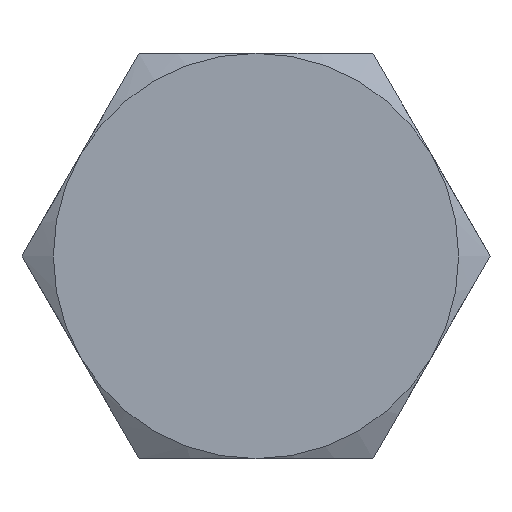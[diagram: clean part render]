
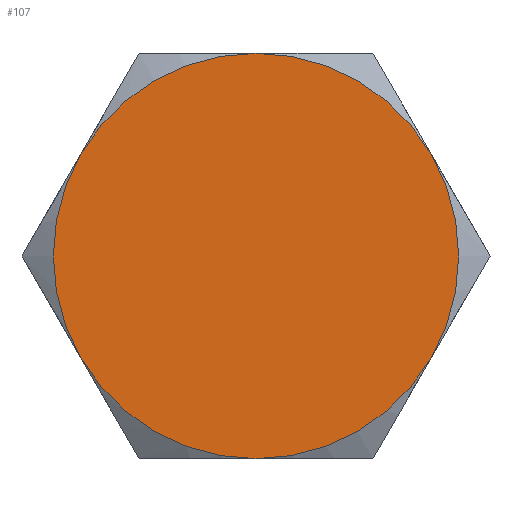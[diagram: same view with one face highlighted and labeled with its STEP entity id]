
A CAD part, left-side view. The second image highlights one B-rep face of the part: STEP entity #107.
In plain terms, the highlighted planar face has unit normal (-1, 0, 0).
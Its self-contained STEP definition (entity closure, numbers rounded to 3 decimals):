
#6 = EDGE_CURVE ( 'NONE', #206, #212, #318, .T. ) ;
#27 = CARTESIAN_POINT ( 'NONE',  ( 0., 0., -6.5 ) ) ;
#38 = CIRCLE ( 'NONE', #488, 6.5 ) ;
#45 = EDGE_LOOP ( 'NONE', ( #335, #601, #456, #173, #520, #352 ) ) ;
#59 = AXIS2_PLACEMENT_3D ( 'NONE', #612, #555, #63 ) ;
#63 = DIRECTION ( 'NONE',  ( 0., 0., -1. ) ) ;
#79 = CARTESIAN_POINT ( 'NONE',  ( 0., 0., 0. ) ) ;
#82 = DIRECTION ( 'NONE',  ( 0., 0., -1. ) ) ;
#90 = DIRECTION ( 'NONE',  ( -1., 0., 0. ) ) ;
#107 = ADVANCED_FACE ( 'NONE', ( #464 ), #295, .F. ) ;
#110 = AXIS2_PLACEMENT_3D ( 'NONE', #686, #458, #443 ) ;
#117 = VERTEX_POINT ( 'NONE', #248 ) ;
#136 = EDGE_CURVE ( 'NONE', #117, #277, #539, .T. ) ;
#173 = ORIENTED_EDGE ( 'NONE', *, *, #136, .F. ) ;
#206 = VERTEX_POINT ( 'NONE', #557 ) ;
#207 = CARTESIAN_POINT ( 'NONE',  ( 0., 5.629, 3.25 ) ) ;
#212 = VERTEX_POINT ( 'NONE', #27 ) ;
#222 = EDGE_CURVE ( 'NONE', #212, #513, #599, .T. ) ;
#224 = AXIS2_PLACEMENT_3D ( 'NONE', #427, #582, #430 ) ;
#248 = CARTESIAN_POINT ( 'NONE',  ( 0., 0., 6.5 ) ) ;
#258 = VERTEX_POINT ( 'NONE', #207 ) ;
#277 = VERTEX_POINT ( 'NONE', #359 ) ;
#295 = PLANE ( 'NONE',  #480 ) ;
#300 = DIRECTION ( 'NONE',  ( 0., 0., -1. ) ) ;
#303 = CARTESIAN_POINT ( 'NONE',  ( 0., 0., 0. ) ) ;
#306 = DIRECTION ( 'NONE',  ( 0., 0., 1. ) ) ;
#318 = CIRCLE ( 'NONE', #420, 6.5 ) ;
#335 = ORIENTED_EDGE ( 'NONE', *, *, #222, .F. ) ;
#352 = ORIENTED_EDGE ( 'NONE', *, *, #499, .F. ) ;
#359 = CARTESIAN_POINT ( 'NONE',  ( 0., -5.629, 3.25 ) ) ;
#398 = CARTESIAN_POINT ( 'NONE',  ( 0., 5.629, -3.25 ) ) ;
#420 = AXIS2_PLACEMENT_3D ( 'NONE', #79, #706, #583 ) ;
#427 = CARTESIAN_POINT ( 'NONE',  ( 0., 0., 0. ) ) ;
#430 = DIRECTION ( 'NONE',  ( 0., 0., -1. ) ) ;
#443 = DIRECTION ( 'NONE',  ( 0., 0., -1. ) ) ;
#446 = CARTESIAN_POINT ( 'NONE',  ( 0., 0., 0. ) ) ;
#456 = ORIENTED_EDGE ( 'NONE', *, *, #491, .F. ) ;
#458 = DIRECTION ( 'NONE',  ( 1., 0., 0. ) ) ;
#464 = FACE_OUTER_BOUND ( 'NONE', #45, .T. ) ;
#480 = AXIS2_PLACEMENT_3D ( 'NONE', #568, #503, #82 ) ;
#488 = AXIS2_PLACEMENT_3D ( 'NONE', #446, #510, #300 ) ;
#491 = EDGE_CURVE ( 'NONE', #277, #206, #38, .T. ) ;
#499 = EDGE_CURVE ( 'NONE', #513, #258, #579, .T. ) ;
#503 = DIRECTION ( 'NONE',  ( 1., 0., 0. ) ) ;
#510 = DIRECTION ( 'NONE',  ( 1., 0., 0. ) ) ;
#513 = VERTEX_POINT ( 'NONE', #398 ) ;
#520 = ORIENTED_EDGE ( 'NONE', *, *, #655, .T. ) ;
#539 = CIRCLE ( 'NONE', #110, 6.5 ) ;
#555 = DIRECTION ( 'NONE',  ( 1., 0., 0. ) ) ;
#557 = CARTESIAN_POINT ( 'NONE',  ( 0., -5.629, -3.25 ) ) ;
#565 = AXIS2_PLACEMENT_3D ( 'NONE', #303, #90, #306 ) ;
#568 = CARTESIAN_POINT ( 'NONE',  ( 0., 11.258, 6.5 ) ) ;
#579 = CIRCLE ( 'NONE', #59, 6.5 ) ;
#582 = DIRECTION ( 'NONE',  ( 1., 0., 0. ) ) ;
#583 = DIRECTION ( 'NONE',  ( 0., 0., -1. ) ) ;
#599 = CIRCLE ( 'NONE', #224, 6.5 ) ;
#601 = ORIENTED_EDGE ( 'NONE', *, *, #6, .F. ) ;
#612 = CARTESIAN_POINT ( 'NONE',  ( 0., 0., 0. ) ) ;
#627 = CIRCLE ( 'NONE', #565, 6.5 ) ;
#655 = EDGE_CURVE ( 'NONE', #117, #258, #627, .T. ) ;
#686 = CARTESIAN_POINT ( 'NONE',  ( 0., 0., 0. ) ) ;
#706 = DIRECTION ( 'NONE',  ( 1., 0., 0. ) ) ;
